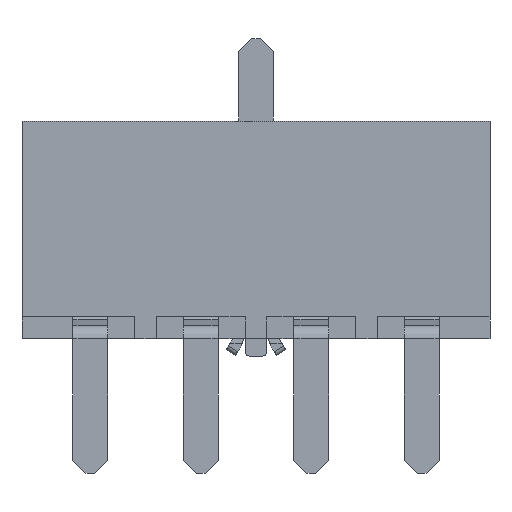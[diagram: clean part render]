
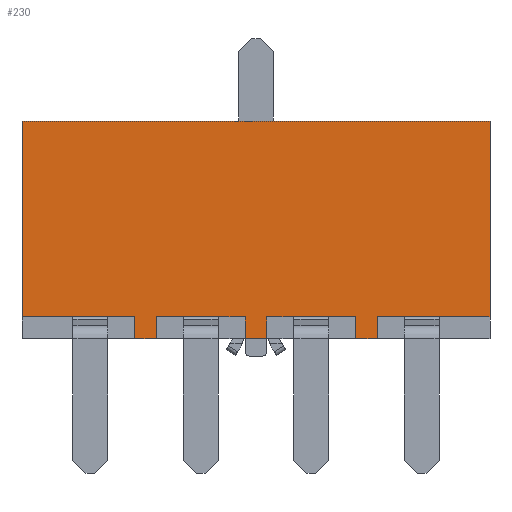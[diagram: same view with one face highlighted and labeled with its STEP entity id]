
A CAD part, front view. The second image highlights one B-rep face of the part: STEP entity #230.
In plain terms, the highlighted planar face has unit normal (0, -1, 0).
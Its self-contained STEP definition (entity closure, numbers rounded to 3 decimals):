
#230 = ADVANCED_FACE( '', ( #647 ), #648, .F. );
#647 = FACE_OUTER_BOUND( '', #1267, .T. );
#648 = PLANE( '', #1268 );
#1267 = EDGE_LOOP( '', ( #1897, #1898, #1899, #1900, #1901, #1902, #1903, #1904, #1905, #1906, #1907, #1908, #1909, #1910, #1911, #1912 ) );
#1268 = AXIS2_PLACEMENT_3D( '', #1913, #1914, #1915 );
#1897 = ORIENTED_EDGE( '', *, *, #3683, .T. );
#1898 = ORIENTED_EDGE( '', *, *, #3684, .T. );
#1899 = ORIENTED_EDGE( '', *, *, #3685, .F. );
#1900 = ORIENTED_EDGE( '', *, *, #3686, .F. );
#1901 = ORIENTED_EDGE( '', *, *, #3687, .T. );
#1902 = ORIENTED_EDGE( '', *, *, #3688, .T. );
#1903 = ORIENTED_EDGE( '', *, *, #3689, .F. );
#1904 = ORIENTED_EDGE( '', *, *, #3690, .F. );
#1905 = ORIENTED_EDGE( '', *, *, #3691, .T. );
#1906 = ORIENTED_EDGE( '', *, *, #3692, .T. );
#1907 = ORIENTED_EDGE( '', *, *, #3693, .F. );
#1908 = ORIENTED_EDGE( '', *, *, #3694, .F. );
#1909 = ORIENTED_EDGE( '', *, *, #3695, .T. );
#1910 = ORIENTED_EDGE( '', *, *, #3696, .T. );
#1911 = ORIENTED_EDGE( '', *, *, #3697, .F. );
#1912 = ORIENTED_EDGE( '', *, *, #3698, .T. );
#1913 = CARTESIAN_POINT( '', ( 5.38, -2.54, 2.5 ) );
#1914 = DIRECTION( '', ( 0., 1., 0. ) );
#1915 = DIRECTION( '', ( 0., 0., 1. ) );
#3683 = EDGE_CURVE( '', #4395, #4396, #4397, .T. );
#3684 = EDGE_CURVE( '', #4396, #4398, #4399, .T. );
#3685 = EDGE_CURVE( '', #4400, #4398, #4401, .T. );
#3686 = EDGE_CURVE( '', #4402, #4400, #4403, .T. );
#3687 = EDGE_CURVE( '', #4402, #4404, #4405, .T. );
#3688 = EDGE_CURVE( '', #4404, #4406, #4407, .T. );
#3689 = EDGE_CURVE( '', #4408, #4406, #4409, .T. );
#3690 = EDGE_CURVE( '', #4410, #4408, #4411, .T. );
#3691 = EDGE_CURVE( '', #4410, #4412, #4413, .T. );
#3692 = EDGE_CURVE( '', #4412, #4414, #4415, .T. );
#3693 = EDGE_CURVE( '', #4416, #4414, #4417, .T. );
#3694 = EDGE_CURVE( '', #4418, #4416, #4419, .T. );
#3695 = EDGE_CURVE( '', #4418, #4420, #4421, .T. );
#3696 = EDGE_CURVE( '', #4420, #4422, #4423, .T. );
#3697 = EDGE_CURVE( '', #4424, #4422, #4425, .T. );
#3698 = EDGE_CURVE( '', #4424, #4395, #4426, .T. );
#4395 = VERTEX_POINT( '', #5433 );
#4396 = VERTEX_POINT( '', #5434 );
#4397 = LINE( '', #5435, #5436 );
#4398 = VERTEX_POINT( '', #5437 );
#4399 = LINE( '', #5438, #5439 );
#4400 = VERTEX_POINT( '', #5440 );
#4401 = LINE( '', #5441, #5442 );
#4402 = VERTEX_POINT( '', #5443 );
#4403 = LINE( '', #5444, #5445 );
#4404 = VERTEX_POINT( '', #5446 );
#4405 = LINE( '', #5447, #5448 );
#4406 = VERTEX_POINT( '', #5449 );
#4407 = LINE( '', #5450, #5451 );
#4408 = VERTEX_POINT( '', #5452 );
#4409 = LINE( '', #5453, #5454 );
#4410 = VERTEX_POINT( '', #5455 );
#4411 = LINE( '', #5456, #5457 );
#4412 = VERTEX_POINT( '', #5458 );
#4413 = LINE( '', #5459, #5460 );
#4414 = VERTEX_POINT( '', #5461 );
#4415 = LINE( '', #5462, #5463 );
#4416 = VERTEX_POINT( '', #5464 );
#4417 = LINE( '', #5465, #5466 );
#4418 = VERTEX_POINT( '', #5467 );
#4419 = LINE( '', #5468, #5469 );
#4420 = VERTEX_POINT( '', #5470 );
#4421 = LINE( '', #5471, #5472 );
#4422 = VERTEX_POINT( '', #5473 );
#4423 = LINE( '', #5474, #5475 );
#4424 = VERTEX_POINT( '', #5476 );
#4425 = LINE( '', #5477, #5478 );
#4426 = LINE( '', #5479, #5480 );
#5433 = CARTESIAN_POINT( '', ( -5.38, -2.54, 2.5 ) );
#5434 = CARTESIAN_POINT( '', ( -5.38, -2.54, -2. ) );
#5435 = CARTESIAN_POINT( '', ( -5.38, -2.54, 2.5 ) );
#5436 = VECTOR( '', #6938, 1000. );
#5437 = CARTESIAN_POINT( '', ( -2.79, -2.54, -2. ) );
#5438 = CARTESIAN_POINT( '', ( -7.527, -2.54, -2. ) );
#5439 = VECTOR( '', #6939, 1000. );
#5440 = CARTESIAN_POINT( '', ( -2.79, -2.54, -2.5 ) );
#5441 = CARTESIAN_POINT( '', ( -2.79, -2.54, -2.5 ) );
#5442 = VECTOR( '', #6940, 1000. );
#5443 = CARTESIAN_POINT( '', ( -2.29, -2.54, -2.5 ) );
#5444 = CARTESIAN_POINT( '', ( -2.29, -2.54, -2.5 ) );
#5445 = VECTOR( '', #6941, 1000. );
#5446 = CARTESIAN_POINT( '', ( -2.29, -2.54, -2. ) );
#5447 = CARTESIAN_POINT( '', ( -2.29, -2.54, -2.5 ) );
#5448 = VECTOR( '', #6942, 1000. );
#5449 = CARTESIAN_POINT( '', ( -0.25, -2.54, -2. ) );
#5450 = CARTESIAN_POINT( '', ( -7.527, -2.54, -2. ) );
#5451 = VECTOR( '', #6943, 1000. );
#5452 = CARTESIAN_POINT( '', ( -0.25, -2.54, -2.5 ) );
#5453 = CARTESIAN_POINT( '', ( -0.25, -2.54, -2.5 ) );
#5454 = VECTOR( '', #6944, 1000. );
#5455 = CARTESIAN_POINT( '', ( 0.25, -2.54, -2.5 ) );
#5456 = CARTESIAN_POINT( '', ( 0.25, -2.54, -2.5 ) );
#5457 = VECTOR( '', #6945, 1000. );
#5458 = CARTESIAN_POINT( '', ( 0.25, -2.54, -2. ) );
#5459 = CARTESIAN_POINT( '', ( 0.25, -2.54, -2.5 ) );
#5460 = VECTOR( '', #6946, 1000. );
#5461 = CARTESIAN_POINT( '', ( 2.29, -2.54, -2. ) );
#5462 = CARTESIAN_POINT( '', ( -7.527, -2.54, -2. ) );
#5463 = VECTOR( '', #6947, 1000. );
#5464 = CARTESIAN_POINT( '', ( 2.29, -2.54, -2.5 ) );
#5465 = CARTESIAN_POINT( '', ( 2.29, -2.54, -2.5 ) );
#5466 = VECTOR( '', #6948, 1000. );
#5467 = CARTESIAN_POINT( '', ( 2.79, -2.54, -2.5 ) );
#5468 = CARTESIAN_POINT( '', ( 2.79, -2.54, -2.5 ) );
#5469 = VECTOR( '', #6949, 1000. );
#5470 = CARTESIAN_POINT( '', ( 2.79, -2.54, -2. ) );
#5471 = CARTESIAN_POINT( '', ( 2.79, -2.54, -2.5 ) );
#5472 = VECTOR( '', #6950, 1000. );
#5473 = CARTESIAN_POINT( '', ( 5.38, -2.54, -2. ) );
#5474 = CARTESIAN_POINT( '', ( -7.527, -2.54, -2. ) );
#5475 = VECTOR( '', #6951, 1000. );
#5476 = CARTESIAN_POINT( '', ( 5.38, -2.54, 2.5 ) );
#5477 = CARTESIAN_POINT( '', ( 5.38, -2.54, 2.5 ) );
#5478 = VECTOR( '', #6952, 1000. );
#5479 = CARTESIAN_POINT( '', ( 5.38, -2.54, 2.5 ) );
#5480 = VECTOR( '', #6953, 1000. );
#6938 = DIRECTION( '', ( 0., 0., -1. ) );
#6939 = DIRECTION( '', ( 1., 0., 0. ) );
#6940 = DIRECTION( '', ( 0., 0., 1. ) );
#6941 = DIRECTION( '', ( -1., 0., 0. ) );
#6942 = DIRECTION( '', ( 0., 0., 1. ) );
#6943 = DIRECTION( '', ( 1., 0., 0. ) );
#6944 = DIRECTION( '', ( 0., 0., 1. ) );
#6945 = DIRECTION( '', ( -1., 0., 0. ) );
#6946 = DIRECTION( '', ( 0., 0., 1. ) );
#6947 = DIRECTION( '', ( 1., 0., 0. ) );
#6948 = DIRECTION( '', ( 0., 0., 1. ) );
#6949 = DIRECTION( '', ( -1., 0., 0. ) );
#6950 = DIRECTION( '', ( 0., 0., 1. ) );
#6951 = DIRECTION( '', ( 1., 0., 0. ) );
#6952 = DIRECTION( '', ( 0., 0., -1. ) );
#6953 = DIRECTION( '', ( -1., 0., 0. ) );
